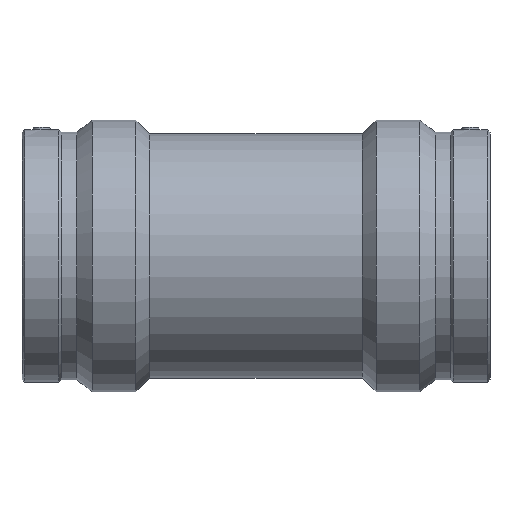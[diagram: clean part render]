
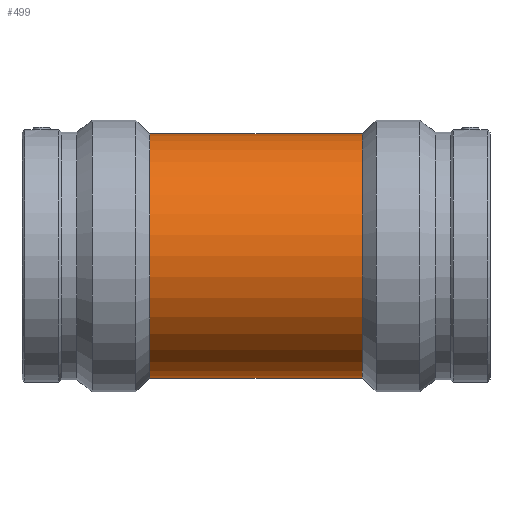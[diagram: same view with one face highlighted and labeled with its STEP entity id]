
A CAD part, top view. The second image highlights one B-rep face of the part: STEP entity #499.
In plain terms, the highlighted cylindrical face has radius 110.25 mm (diameter 220.5 mm), a full revolution.
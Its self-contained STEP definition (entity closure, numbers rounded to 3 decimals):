
#30=B_SPLINE_CURVE_WITH_KNOTS('',3,(#865,#866,#867,#868,#869,#870,#871,
#872,#873,#874,#875,#876,#877,#878,#879,#880,#881,#882,#883,#884,#885,#886,
#887,#888,#889,#890,#891,#892,#893,#894,#895,#896,#897,#898,#899,#900,#901,
#902,#903,#904,#905,#906,#907,#908,#909,#910,#911,#912,#913,#914,#915,#916,
#917,#918,#919,#920,#921,#922,#923,#924,#925,#926,#927,#928,#929,#930),
 .UNSPECIFIED.,.T.,.F.,(4,2,2,2,2,2,2,2,2,2,2,2,2,2,2,2,2,2,2,2,2,2,2,2,
2,2,2,2,2,2,2,2,4),(0.,1.699,3.397,5.096,
6.794,8.454,10.113,11.773,13.432,
15.091,16.751,18.41,20.07,21.768,
23.467,25.165,26.864,28.562,30.261,
31.96,33.658,35.318,36.977,38.636,
40.296,41.955,43.615,45.274,46.933,
48.632,50.331,52.029,53.728),
 .UNSPECIFIED.);
#69=FACE_BOUND('',#187,.T.);
#70=FACE_BOUND('',#188,.T.);
#117=FACE_OUTER_BOUND('',#186,.T.);
#186=EDGE_LOOP('',(#412));
#187=EDGE_LOOP('',(#413));
#188=EDGE_LOOP('',(#414));
#251=CIRCLE('',#568,110.25);
#252=CIRCLE('',#570,110.25);
#276=VERTEX_POINT('',#864);
#297=VERTEX_POINT('',#1058);
#298=VERTEX_POINT('',#1061);
#322=EDGE_CURVE('',#276,#276,#30,.T.);
#343=EDGE_CURVE('',#297,#297,#251,.T.);
#344=EDGE_CURVE('',#298,#298,#252,.T.);
#412=ORIENTED_EDGE('',*,*,#343,.T.);
#413=ORIENTED_EDGE('',*,*,#322,.T.);
#414=ORIENTED_EDGE('',*,*,#344,.F.);
#465=CYLINDRICAL_SURFACE('',#569,110.25);
#499=ADVANCED_FACE('',(#117,#69,#70),#465,.T.);
#568=AXIS2_PLACEMENT_3D('',#1059,#704,#705);
#569=AXIS2_PLACEMENT_3D('',#1060,#706,#707);
#570=AXIS2_PLACEMENT_3D('',#1062,#708,#709);
#704=DIRECTION('center_axis',(1.,0.,0.));
#705=DIRECTION('ref_axis',(0.,0.,-1.));
#706=DIRECTION('center_axis',(1.,0.,0.));
#707=DIRECTION('ref_axis',(0.,1.,0.));
#708=DIRECTION('center_axis',(1.,0.,0.));
#709=DIRECTION('ref_axis',(0.,0.,-1.));
#864=CARTESIAN_POINT('',(0.,-84.,-71.408));
#865=CARTESIAN_POINT('Ctrl Pts',(0.,-84.,-71.408));
#866=CARTESIAN_POINT('Ctrl Pts',(5.662,-84.,-71.408));
#867=CARTESIAN_POINT('Ctrl Pts',(11.331,-83.422,-72.102));
#868=CARTESIAN_POINT('Ctrl Pts',(22.36,-81.165,-74.634));
#869=CARTESIAN_POINT('Ctrl Pts',(27.722,-79.486,-76.46));
#870=CARTESIAN_POINT('Ctrl Pts',(37.9,-75.168,-80.71));
#871=CARTESIAN_POINT('Ctrl Pts',(42.725,-72.523,-83.13));
#872=CARTESIAN_POINT('Ctrl Pts',(51.65,-66.463,-88.051));
#873=CARTESIAN_POINT('Ctrl Pts',(55.749,-63.045,-90.549));
#874=CARTESIAN_POINT('Ctrl Pts',(62.961,-55.833,-95.161));
#875=CARTESIAN_POINT('Ctrl Pts',(66.36,-51.783,-97.458));
#876=CARTESIAN_POINT('Ctrl Pts',(72.442,-42.863,-101.697));
#877=CARTESIAN_POINT('Ctrl Pts',(75.126,-37.992,-103.637));
#878=CARTESIAN_POINT('Ctrl Pts',(79.5,-27.696,-106.851));
#879=CARTESIAN_POINT('Ctrl Pts',(81.194,-22.259,-108.125));
#880=CARTESIAN_POINT('Ctrl Pts',(83.445,-11.177,-109.825));
#881=CARTESIAN_POINT('Ctrl Pts',(84.,-5.531,-110.25));
#882=CARTESIAN_POINT('Ctrl Pts',(84.,5.531,-110.25));
#883=CARTESIAN_POINT('Ctrl Pts',(83.445,11.177,-109.825));
#884=CARTESIAN_POINT('Ctrl Pts',(81.194,22.259,-108.125));
#885=CARTESIAN_POINT('Ctrl Pts',(79.5,27.696,-106.851));
#886=CARTESIAN_POINT('Ctrl Pts',(75.126,37.992,-103.637));
#887=CARTESIAN_POINT('Ctrl Pts',(72.442,42.863,-101.697));
#888=CARTESIAN_POINT('Ctrl Pts',(66.36,51.783,-97.458));
#889=CARTESIAN_POINT('Ctrl Pts',(62.961,55.833,-95.161));
#890=CARTESIAN_POINT('Ctrl Pts',(55.749,63.045,-90.549));
#891=CARTESIAN_POINT('Ctrl Pts',(51.65,66.463,-88.051));
#892=CARTESIAN_POINT('Ctrl Pts',(42.725,72.523,-83.13));
#893=CARTESIAN_POINT('Ctrl Pts',(37.9,75.168,-80.71));
#894=CARTESIAN_POINT('Ctrl Pts',(27.722,79.486,-76.46));
#895=CARTESIAN_POINT('Ctrl Pts',(22.36,81.165,-74.634));
#896=CARTESIAN_POINT('Ctrl Pts',(11.331,83.422,-72.102));
#897=CARTESIAN_POINT('Ctrl Pts',(5.662,84.,-71.408));
#898=CARTESIAN_POINT('Ctrl Pts',(-5.662,84.,-71.408));
#899=CARTESIAN_POINT('Ctrl Pts',(-11.331,83.422,-72.102));
#900=CARTESIAN_POINT('Ctrl Pts',(-22.36,81.165,-74.634));
#901=CARTESIAN_POINT('Ctrl Pts',(-27.722,79.486,-76.46));
#902=CARTESIAN_POINT('Ctrl Pts',(-37.9,75.168,-80.71));
#903=CARTESIAN_POINT('Ctrl Pts',(-42.725,72.523,-83.13));
#904=CARTESIAN_POINT('Ctrl Pts',(-51.65,66.463,-88.051));
#905=CARTESIAN_POINT('Ctrl Pts',(-55.749,63.045,-90.549));
#906=CARTESIAN_POINT('Ctrl Pts',(-62.961,55.833,-95.161));
#907=CARTESIAN_POINT('Ctrl Pts',(-66.36,51.783,-97.458));
#908=CARTESIAN_POINT('Ctrl Pts',(-72.442,42.863,-101.697));
#909=CARTESIAN_POINT('Ctrl Pts',(-75.126,37.992,-103.637));
#910=CARTESIAN_POINT('Ctrl Pts',(-79.5,27.696,-106.851));
#911=CARTESIAN_POINT('Ctrl Pts',(-81.194,22.259,-108.125));
#912=CARTESIAN_POINT('Ctrl Pts',(-83.445,11.177,-109.825));
#913=CARTESIAN_POINT('Ctrl Pts',(-84.,5.531,-110.25));
#914=CARTESIAN_POINT('Ctrl Pts',(-84.,-5.531,-110.25));
#915=CARTESIAN_POINT('Ctrl Pts',(-83.445,-11.177,-109.825));
#916=CARTESIAN_POINT('Ctrl Pts',(-81.194,-22.259,-108.125));
#917=CARTESIAN_POINT('Ctrl Pts',(-79.5,-27.696,-106.851));
#918=CARTESIAN_POINT('Ctrl Pts',(-75.126,-37.992,-103.637));
#919=CARTESIAN_POINT('Ctrl Pts',(-72.442,-42.863,-101.697));
#920=CARTESIAN_POINT('Ctrl Pts',(-66.36,-51.783,-97.458));
#921=CARTESIAN_POINT('Ctrl Pts',(-62.961,-55.833,-95.161));
#922=CARTESIAN_POINT('Ctrl Pts',(-55.749,-63.045,-90.549));
#923=CARTESIAN_POINT('Ctrl Pts',(-51.65,-66.463,-88.051));
#924=CARTESIAN_POINT('Ctrl Pts',(-42.725,-72.523,-83.13));
#925=CARTESIAN_POINT('Ctrl Pts',(-37.9,-75.168,-80.71));
#926=CARTESIAN_POINT('Ctrl Pts',(-27.722,-79.486,-76.46));
#927=CARTESIAN_POINT('Ctrl Pts',(-22.36,-81.165,-74.634));
#928=CARTESIAN_POINT('Ctrl Pts',(-11.331,-83.422,-72.102));
#929=CARTESIAN_POINT('Ctrl Pts',(-5.662,-84.,-71.408));
#930=CARTESIAN_POINT('Ctrl Pts',(0.,-84.,-71.408));
#1058=CARTESIAN_POINT('',(-96.005,110.25,0.));
#1059=CARTESIAN_POINT('Origin',(-96.005,0.,0.));
#1060=CARTESIAN_POINT('Origin',(0.,0.,0.));
#1061=CARTESIAN_POINT('',(96.005,110.25,0.));
#1062=CARTESIAN_POINT('Origin',(96.005,0.,0.));
